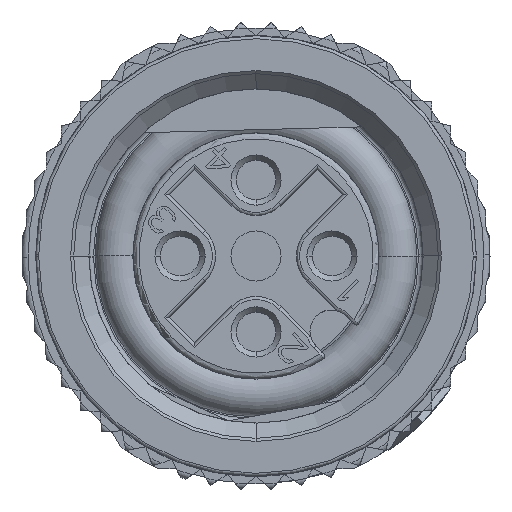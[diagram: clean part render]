
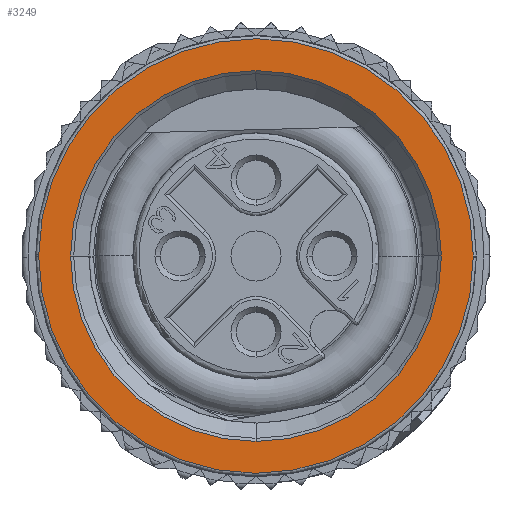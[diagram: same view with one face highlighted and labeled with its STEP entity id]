
A CAD part, front view. The second image highlights one B-rep face of the part: STEP entity #3249.
In plain terms, the highlighted planar face has unit normal (0, -1, 0).
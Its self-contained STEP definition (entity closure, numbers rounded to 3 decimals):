
#3249=ADVANCED_FACE('',(#6607,#6608),#6609,.T.);
#6607=FACE_OUTER_BOUND('',#16485,.T.);
#6608=FACE_BOUND('',#16486,.T.);
#6609=PLANE('',#16487);
#16485=EDGE_LOOP('',(#31427,#31428,#31429,#31430));
#16486=EDGE_LOOP('',(#31431,#31432,#31433,#31434));
#16487=AXIS2_PLACEMENT_3D('',#31435,#31436,#31437);
#31427=ORIENTED_EDGE('',*,*,#36053,.F.);
#31428=ORIENTED_EDGE('',*,*,#34452,.F.);
#31429=ORIENTED_EDGE('',*,*,#36051,.F.);
#31430=ORIENTED_EDGE('',*,*,#34457,.F.);
#31431=ORIENTED_EDGE('',*,*,#36061,.F.);
#31432=ORIENTED_EDGE('',*,*,#34435,.F.);
#31433=ORIENTED_EDGE('',*,*,#34442,.F.);
#31434=ORIENTED_EDGE('',*,*,#36062,.F.);
#31435=CARTESIAN_POINT('',(0.0,-12.4,0.0));
#31436=DIRECTION('',(0.0,-1.0,0.0));
#31437=DIRECTION('',(1.0,0.0,0.0));
#34435=EDGE_CURVE('',#39230,#39228,#39232,.T.);
#34442=EDGE_CURVE('',#39240,#39230,#39242,.T.);
#34452=EDGE_CURVE('',#39258,#39254,#39260,.T.);
#34457=EDGE_CURVE('',#39267,#39263,#39269,.T.);
#36051=EDGE_CURVE('',#39263,#39258,#41559,.T.);
#36053=EDGE_CURVE('',#39254,#39267,#41561,.T.);
#36061=EDGE_CURVE('',#39228,#41570,#41571,.T.);
#36062=EDGE_CURVE('',#41570,#39240,#41572,.T.);
#39228=VERTEX_POINT('',#46789);
#39230=VERTEX_POINT('',#46792);
#39232=CIRCLE('',#46795,6.1);
#39240=VERTEX_POINT('',#46804);
#39242=CIRCLE('',#46807,6.1);
#39254=VERTEX_POINT('',#46819);
#39258=VERTEX_POINT('',#46823);
#39260=CIRCLE('',#46825,7.15);
#39263=VERTEX_POINT('',#46828);
#39267=VERTEX_POINT('',#46832);
#39269=CIRCLE('',#46834,7.15);
#41559=CIRCLE('',#52033,7.15);
#41561=CIRCLE('',#52035,7.15);
#41570=VERTEX_POINT('',#52046);
#41571=CIRCLE('',#52047,6.1);
#41572=CIRCLE('',#52048,6.1);
#46789=CARTESIAN_POINT('',(0.0,-12.4,6.1));
#46792=CARTESIAN_POINT('',(6.1,-12.4,0.0));
#46795=AXIS2_PLACEMENT_3D('',#58157,#58158,#58159);
#46804=CARTESIAN_POINT('',(0.0,-12.4,-6.1));
#46807=AXIS2_PLACEMENT_3D('',#58168,#58169,#58170);
#46819=CARTESIAN_POINT('',(-7.15,-12.4,0.052));
#46823=CARTESIAN_POINT('',(-7.15,-12.4,0.0));
#46825=AXIS2_PLACEMENT_3D('',#58192,#58193,#58194);
#46828=CARTESIAN_POINT('',(7.15,-12.4,-0.052));
#46832=CARTESIAN_POINT('',(7.15,-12.4,0.0));
#46834=AXIS2_PLACEMENT_3D('',#58204,#58205,#58206);
#52033=AXIS2_PLACEMENT_3D('',#60105,#60106,#60107);
#52035=AXIS2_PLACEMENT_3D('',#60108,#60109,#60110);
#52046=CARTESIAN_POINT('',(-6.1,-12.4,0.0));
#52047=AXIS2_PLACEMENT_3D('',#60119,#60120,#60121);
#52048=AXIS2_PLACEMENT_3D('',#60122,#60123,#60124);
#58157=CARTESIAN_POINT('',(0.0,-12.4,0.0));
#58158=DIRECTION('',(0.0,-1.0,0.0));
#58159=DIRECTION('',(1.0,0.0,0.0));
#58168=CARTESIAN_POINT('',(0.0,-12.4,0.0));
#58169=DIRECTION('',(0.0,-1.0,0.0));
#58170=DIRECTION('',(0.0,0.0,-1.0));
#58192=CARTESIAN_POINT('',(0.0,-12.4,0.0));
#58193=DIRECTION('',(0.0,1.0,0.0));
#58194=DIRECTION('',(-1.0,0.0,0.0));
#58204=CARTESIAN_POINT('',(0.0,-12.4,0.0));
#58205=DIRECTION('',(-0.0,1.0,0.0));
#58206=DIRECTION('',(1.0,0.0,0.0));
#60105=CARTESIAN_POINT('',(0.0,-12.4,0.0));
#60106=DIRECTION('',(0.0,1.0,0.0));
#60107=DIRECTION('',(1.,0.0,-0.007));
#60108=CARTESIAN_POINT('',(0.0,-12.4,0.0));
#60109=DIRECTION('',(0.0,1.0,0.0));
#60110=DIRECTION('',(-1.,0.0,0.007));
#60119=CARTESIAN_POINT('',(0.0,-12.4,0.0));
#60120=DIRECTION('',(0.0,-1.0,0.0));
#60121=DIRECTION('',(0.0,0.0,1.0));
#60122=CARTESIAN_POINT('',(0.0,-12.4,0.0));
#60123=DIRECTION('',(0.0,-1.0,0.0));
#60124=DIRECTION('',(-1.0,0.0,0.0));
